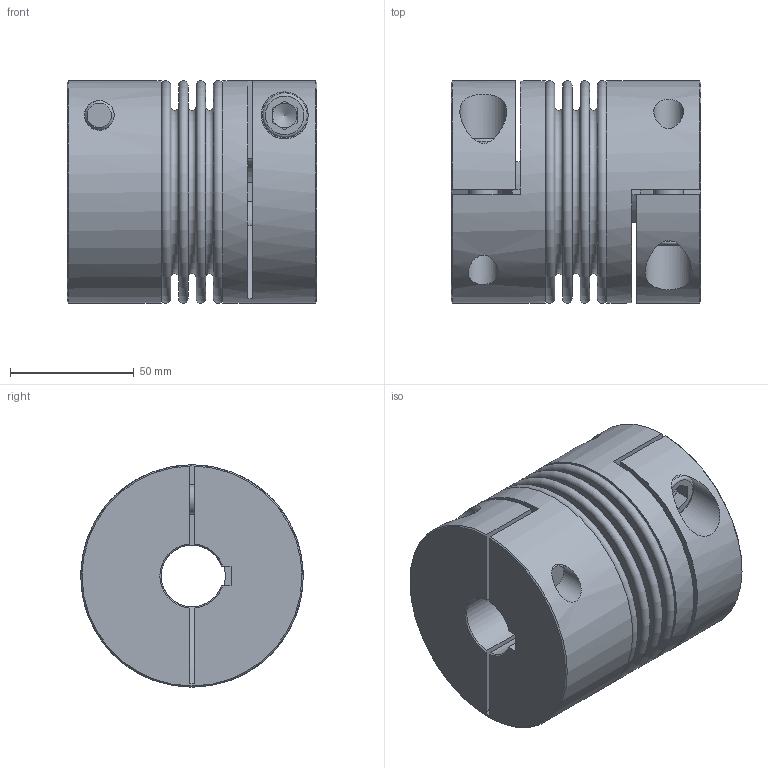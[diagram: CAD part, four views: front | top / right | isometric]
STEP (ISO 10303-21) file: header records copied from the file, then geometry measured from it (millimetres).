
FILE_DESCRIPTION(/* description */ ('STEP AP203'),/* implementation_level */ '2;1');
FILE_NAME(/* name */ 'KB4-200-101-N25-N27',/* time_stamp */ '2023-06-19T11:00:49+02:00',/* author */ ('License CC BY-ND 4.0'),/* organization */ ('CADENAS'),/* preprocessor_version */ 'ST-DEVELOPER v19.3',/* originating_system */ 'PARTsolutions',/* authorisation */ ' ');
FILE_SCHEMA (('CONFIG_CONTROL_DESIGN','INTEGRATED_CNC_SCHEMA','MODEL_BASED_INTEGRATED_MANUFACTURING_SCHEMA'));
Length unit declared in the file: millimetre
Products named in the file (1): KB4-200-101-N25-N27
Bounding box: 101 x 90 x 90 mm (x, y, z)
Volume: 429660.4 mm3; surface area: 115952.3 mm2
Topology: 1 solids, 1 shells, 118 faces, 264 edges, 172 vertices
Faces by surface type: plane 70, cylinder 20, torus 16, cone 12
Full cylindrical faces by diameter (mm): 12 x4, 12.5 x2, 18 x2, 19 x2, 79.2 x2, 90 x2
Entity records: 3182 total; most frequent: CARTESIAN_POINT 647, DIRECTION 536, ORIENTED_EDGE 440, EDGE_CURVE 220, AXIS2_PLACEMENT_3D 219, FACE_BOUND 184, EDGE_LOOP 182, VERTEX_POINT 164
